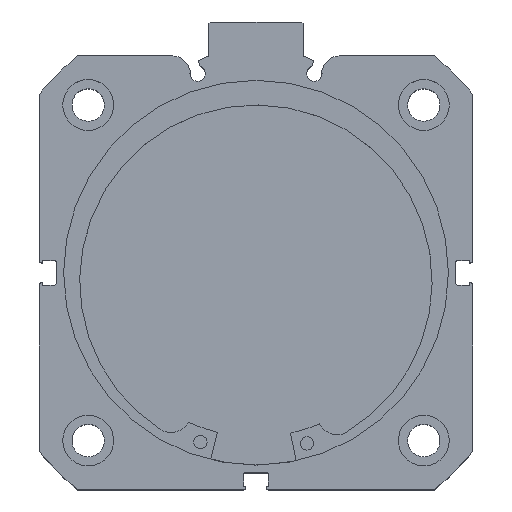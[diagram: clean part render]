
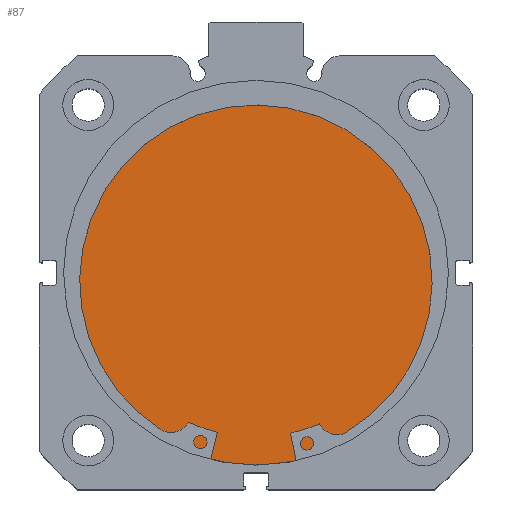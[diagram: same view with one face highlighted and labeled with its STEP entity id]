
A CAD part, top view. The second image highlights one B-rep face of the part: STEP entity #87.
In plain terms, the highlighted face is planar.
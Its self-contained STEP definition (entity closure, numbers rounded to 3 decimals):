
#87 = ADVANCED_FACE ( 'NONE', ( #3421 ), #1752, .F. ) ;
#320 = CIRCLE ( 'NONE', #6663, 51. ) ;
#1248 = VERTEX_POINT ( 'NONE', #4602 ) ;
#1274 = VERTEX_POINT ( 'NONE', #4624 ) ;
#1734 = DIRECTION ( 'NONE',  ( 0., 0., 1. ) ) ;
#1751 = CARTESIAN_POINT ( 'NONE',  ( 13., 51., 0. ) ) ;
#1752 = PLANE ( 'NONE',  #6366 ) ;
#1757 = DIRECTION ( 'NONE',  ( -1., 0., 0. ) ) ;
#2697 = ORIENTED_EDGE ( 'NONE', *, *, #5852, .F. ) ;
#2698 = ORIENTED_EDGE ( 'NONE', *, *, #6047, .F. ) ;
#3131 = EDGE_LOOP ( 'NONE', ( #2698, #2697 ) ) ;
#3421 = FACE_OUTER_BOUND ( 'NONE', #3131, .T. ) ;
#3861 = CIRCLE ( 'NONE', #6569, 51. ) ;
#4602 = CARTESIAN_POINT ( 'NONE',  ( 13., 0., -51. ) ) ;
#4624 = CARTESIAN_POINT ( 'NONE',  ( 13., 0., 51. ) ) ;
#4874 = CARTESIAN_POINT ( 'NONE',  ( 13., 0., 0. ) ) ;
#4879 = DIRECTION ( 'NONE',  ( -1., 0., 0. ) ) ;
#4880 = DIRECTION ( 'NONE',  ( 0., 0., 1. ) ) ;
#5410 = CARTESIAN_POINT ( 'NONE',  ( 13., 0., 0. ) ) ;
#5414 = DIRECTION ( 'NONE',  ( -1., 0., 0. ) ) ;
#5415 = DIRECTION ( 'NONE',  ( 0., 0., 1. ) ) ;
#5852 = EDGE_CURVE ( 'NONE', #1248, #1274, #3861, .T. ) ;
#6047 = EDGE_CURVE ( 'NONE', #1274, #1248, #320, .T. ) ;
#6366 = AXIS2_PLACEMENT_3D ( 'NONE', #1751, #1757, #1734 ) ;
#6569 = AXIS2_PLACEMENT_3D ( 'NONE', #4874, #4879, #4880 ) ;
#6663 = AXIS2_PLACEMENT_3D ( 'NONE', #5410, #5414, #5415 ) ;
